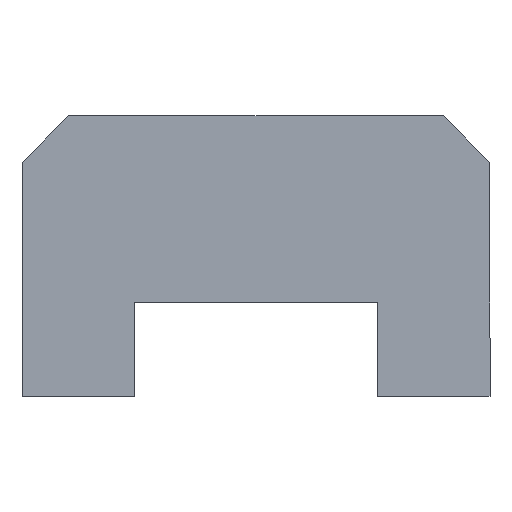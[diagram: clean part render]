
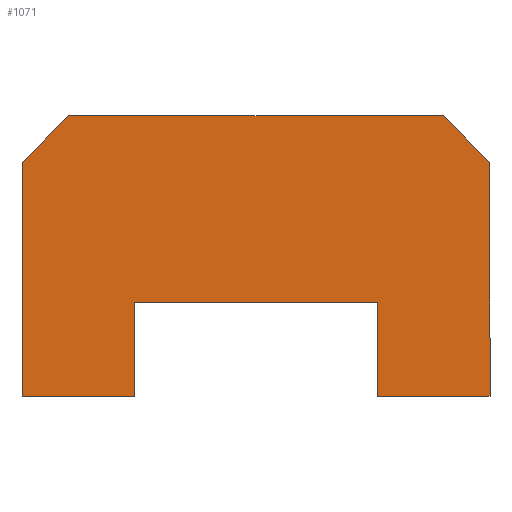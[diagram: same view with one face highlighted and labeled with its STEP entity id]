
A CAD part, front view. The second image highlights one B-rep face of the part: STEP entity #1071.
In plain terms, the highlighted planar face has unit normal (0, -1, 0).
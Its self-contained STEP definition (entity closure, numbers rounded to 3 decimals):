
#19 = EDGE_CURVE ( 'NONE', #1969, #2203, #3627, .T. ) ;
#57 = CARTESIAN_POINT ( 'NONE',  ( 25., 0., 0. ) ) ;
#70 = EDGE_CURVE ( 'NONE', #2203, #2200, #3593, .T. ) ;
#100 = DIRECTION ( 'NONE',  ( 1., 0., 0. ) ) ;
#298 = EDGE_CURVE ( 'NONE', #1834, #2315, #3246, .T. ) ;
#300 = LINE ( 'NONE', #2075, #886 ) ;
#377 = CARTESIAN_POINT ( 'NONE',  ( 38., 0., 10. ) ) ;
#390 = CARTESIAN_POINT ( 'NONE',  ( 0., 0., 0. ) ) ;
#495 = LINE ( 'NONE', #1361, #2727 ) ;
#551 = VERTEX_POINT ( 'NONE', #932 ) ;
#578 = EDGE_CURVE ( 'NONE', #1355, #1969, #2936, .T. ) ;
#596 = CARTESIAN_POINT ( 'NONE',  ( 38., 0., 15. ) ) ;
#738 = EDGE_CURVE ( 'NONE', #551, #2789, #495, .T. ) ;
#801 = ORIENTED_EDGE ( 'NONE', *, *, #70, .T. ) ;
#814 = EDGE_CURVE ( 'NONE', #3205, #2200, #2636, .T. ) ;
#820 = EDGE_CURVE ( 'NONE', #3205, #551, #2637, .T. ) ;
#821 = ORIENTED_EDGE ( 'NONE', *, *, #19, .T. ) ;
#834 = EDGE_CURVE ( 'NONE', #2789, #2384, #2583, .T. ) ;
#839 = ORIENTED_EDGE ( 'NONE', *, *, #578, .T. ) ;
#860 = ORIENTED_EDGE ( 'NONE', *, *, #2560, .T. ) ;
#877 = ORIENTED_EDGE ( 'NONE', *, *, #298, .T. ) ;
#886 = VECTOR ( 'NONE', #2143, 1000. ) ;
#894 = ORIENTED_EDGE ( 'NONE', *, *, #1356, .T. ) ;
#913 = ORIENTED_EDGE ( 'NONE', *, *, #834, .T. ) ;
#927 = EDGE_LOOP ( 'NONE', ( #961, #957, #936, #913, #894, #877, #860, #839, #821, #801 ) ) ;
#932 = CARTESIAN_POINT ( 'NONE',  ( 45., 0., 30. ) ) ;
#936 = ORIENTED_EDGE ( 'NONE', *, *, #738, .T. ) ;
#957 = ORIENTED_EDGE ( 'NONE', *, *, #820, .T. ) ;
#961 = ORIENTED_EDGE ( 'NONE', *, *, #814, .F. ) ;
#1010 = DIRECTION ( 'NONE',  ( 1., 0., 0. ) ) ;
#1014 = DIRECTION ( 'NONE',  ( 0., 0., -1. ) ) ;
#1062 = CARTESIAN_POINT ( 'NONE',  ( 25., 0., 10. ) ) ;
#1071 = ADVANCED_FACE ( 'NONE', ( #2302 ), #2515, .T. ) ;
#1146 = CARTESIAN_POINT ( 'NONE',  ( 50., 0., 0. ) ) ;
#1165 = CARTESIAN_POINT ( 'NONE',  ( 38., 0., 0. ) ) ;
#1312 = DIRECTION ( 'NONE',  ( -1., 0., 0. ) ) ;
#1355 = VERTEX_POINT ( 'NONE', #3417 ) ;
#1356 = EDGE_CURVE ( 'NONE', #2384, #1834, #1824, .T. ) ;
#1361 = CARTESIAN_POINT ( 'NONE',  ( 25., 0., 30. ) ) ;
#1587 = CARTESIAN_POINT ( 'NONE',  ( 47.5, 0., 27.5 ) ) ;
#1648 = CARTESIAN_POINT ( 'NONE',  ( 50., 0., 12.5 ) ) ;
#1650 = DIRECTION ( 'NONE',  ( 0., 0., -1. ) ) ;
#1660 = DIRECTION ( 'NONE',  ( -0.707, 0., 0.707 ) ) ;
#1685 = CARTESIAN_POINT ( 'NONE',  ( 0., 0., 25. ) ) ;
#1723 = CARTESIAN_POINT ( 'NONE',  ( 27.51, 0., 52.51 ) ) ;
#1739 = DIRECTION ( 'NONE',  ( -0.707, 0., -0.707 ) ) ;
#1817 = VECTOR ( 'NONE', #3459, 1000. ) ;
#1824 = LINE ( 'NONE', #3430, #1817 ) ;
#1834 = VERTEX_POINT ( 'NONE', #390 ) ;
#1969 = VERTEX_POINT ( 'NONE', #377 ) ;
#2075 = CARTESIAN_POINT ( 'NONE',  ( 12., 0., 15. ) ) ;
#2143 = DIRECTION ( 'NONE',  ( 0., 0., 1. ) ) ;
#2200 = VERTEX_POINT ( 'NONE', #1146 ) ;
#2203 = VERTEX_POINT ( 'NONE', #1165 ) ;
#2302 = FACE_OUTER_BOUND ( 'NONE', #927, .T. ) ;
#2315 = VERTEX_POINT ( 'NONE', #3531 ) ;
#2384 = VERTEX_POINT ( 'NONE', #1685 ) ;
#2462 = CARTESIAN_POINT ( 'NONE',  ( 50.01, 0., 30.01 ) ) ;
#2515 = PLANE ( 'NONE',  #2821 ) ;
#2516 = DIRECTION ( 'NONE',  ( 0., -1., 0. ) ) ;
#2520 = DIRECTION ( 'NONE',  ( -1., 0., 0. ) ) ;
#2560 = EDGE_CURVE ( 'NONE', #2315, #1355, #300, .T. ) ;
#2574 = VECTOR ( 'NONE', #1739, 1000. ) ;
#2583 = LINE ( 'NONE', #1723, #2574 ) ;
#2627 = VECTOR ( 'NONE', #1660, 1000. ) ;
#2636 = LINE ( 'NONE', #1648, #2665 ) ;
#2637 = LINE ( 'NONE', #1587, #2627 ) ;
#2665 = VECTOR ( 'NONE', #1650, 1000. ) ;
#2710 = CARTESIAN_POINT ( 'NONE',  ( 5., 0., 30. ) ) ;
#2727 = VECTOR ( 'NONE', #1312, 1000. ) ;
#2789 = VERTEX_POINT ( 'NONE', #2710 ) ;
#2821 = AXIS2_PLACEMENT_3D ( 'NONE', #2462, #2516, #2520 ) ;
#2925 = VECTOR ( 'NONE', #1010, 1000. ) ;
#2936 = LINE ( 'NONE', #1062, #2925 ) ;
#3205 = VERTEX_POINT ( 'NONE', #3575 ) ;
#3222 = VECTOR ( 'NONE', #100, 1000. ) ;
#3246 = LINE ( 'NONE', #57, #3222 ) ;
#3318 = VECTOR ( 'NONE', #3599, 1000. ) ;
#3394 = CARTESIAN_POINT ( 'NONE',  ( 25., 0., 0. ) ) ;
#3417 = CARTESIAN_POINT ( 'NONE',  ( 12., 0., 10. ) ) ;
#3430 = CARTESIAN_POINT ( 'NONE',  ( 0., 0., 15. ) ) ;
#3459 = DIRECTION ( 'NONE',  ( 0., 0., -1. ) ) ;
#3531 = CARTESIAN_POINT ( 'NONE',  ( 12., 0., 0. ) ) ;
#3575 = CARTESIAN_POINT ( 'NONE',  ( 50., 0., 25. ) ) ;
#3593 = LINE ( 'NONE', #3394, #3318 ) ;
#3599 = DIRECTION ( 'NONE',  ( 1., 0., 0. ) ) ;
#3600 = VECTOR ( 'NONE', #1014, 1000. ) ;
#3627 = LINE ( 'NONE', #596, #3600 ) ;
